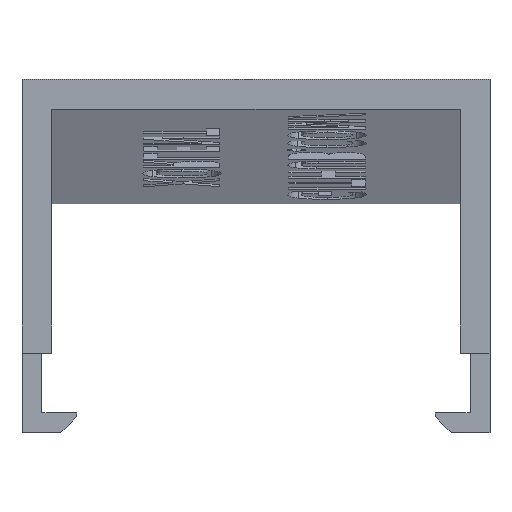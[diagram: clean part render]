
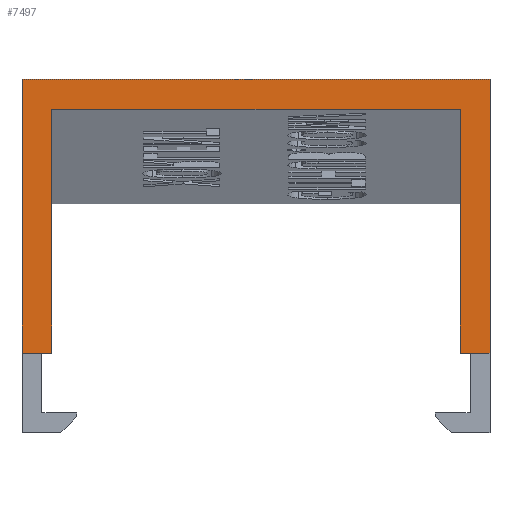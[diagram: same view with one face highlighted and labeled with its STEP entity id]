
A CAD part, front view. The second image highlights one B-rep face of the part: STEP entity #7497.
In plain terms, the highlighted planar face has unit normal (0, -1, 0).
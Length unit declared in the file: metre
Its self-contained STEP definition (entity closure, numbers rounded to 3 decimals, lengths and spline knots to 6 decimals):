
#1175=ORIENTED_EDGE('',*,*,#2819,.F.);
#1176=ORIENTED_EDGE('',*,*,#3187,.F.);
#1177=ORIENTED_EDGE('',*,*,#2795,.T.);
#1178=ORIENTED_EDGE('',*,*,#3304,.F.);
#1179=ORIENTED_EDGE('',*,*,#2687,.F.);
#1180=ORIENTED_EDGE('',*,*,#3065,.T.);
#1181=ORIENTED_EDGE('',*,*,#2723,.T.);
#1182=ORIENTED_EDGE('',*,*,#3294,.F.);
#2687=EDGE_CURVE('',#3789,#3790,#4547,.T.);
#2723=EDGE_CURVE('',#3811,#3812,#4583,.T.);
#2795=EDGE_CURVE('',#3870,#3869,#4655,.T.);
#2819=EDGE_CURVE('',#3879,#3880,#4679,.T.);
#3065=EDGE_CURVE('',#3789,#3811,#4841,.T.);
#3187=EDGE_CURVE('',#3870,#3879,#4908,.F.);
#3294=EDGE_CURVE('',#3880,#3812,#4980,.T.);
#3304=EDGE_CURVE('',#3790,#3869,#4990,.T.);
#3789=VERTEX_POINT('',#9941);
#3790=VERTEX_POINT('',#9943);
#3811=VERTEX_POINT('',#10001);
#3812=VERTEX_POINT('',#10002);
#3869=VERTEX_POINT('',#10131);
#3870=VERTEX_POINT('',#10133);
#3879=VERTEX_POINT('',#10167);
#3880=VERTEX_POINT('',#10168);
#4547=LINE('',#9942,#5469);
#4583=LINE('',#10000,#5505);
#4655=LINE('',#10132,#5577);
#4679=LINE('',#10166,#5601);
#4841=LINE('',#10878,#5763);
#4908=LINE('',#11230,#5830);
#4980=LINE('',#11509,#5902);
#4990=LINE('',#11526,#5912);
#5469=VECTOR('',#8337,1.);
#5505=VECTOR('',#8375,1.);
#5577=VECTOR('',#8449,1.);
#5601=VECTOR('',#8475,1.);
#5763=VECTOR('',#8639,1.);
#5830=VECTOR('',#8708,1.);
#5902=VECTOR('',#8784,1.);
#5912=VECTOR('',#8796,1.);
#6376=EDGE_LOOP('',(#1175,#1176,#1177,#1178,#1179,#1180,#1181,#1182));
#6842=FACE_BOUND('',#6376,.T.);
#7206=PLANE('',#7876);
#7497=ADVANCED_FACE('',(#6842),#7206,.F.);
#7876=AXIS2_PLACEMENT_3D('',#11535,#8805,#8806);
#8337=DIRECTION('',(0.,0.,-1.));
#8375=DIRECTION('',(0.,0.,-1.));
#8449=DIRECTION('',(0.,0.,-1.));
#8475=DIRECTION('',(0.,0.,-1.));
#8639=DIRECTION('',(-1.,0.,0.));
#8708=DIRECTION('',(1.,0.,0.));
#8784=DIRECTION('',(-1.,0.,0.));
#8796=DIRECTION('',(-1.,0.,0.));
#8805=DIRECTION('',(0.,1.,0.));
#8806=DIRECTION('',(0.,0.,1.));
#9941=CARTESIAN_POINT('',(0.011938,0.018796,0.016612));
#9942=CARTESIAN_POINT('',(0.011938,0.018796,0.009627));
#9943=CARTESIAN_POINT('',(0.011938,0.018796,0.002642));
#10000=CARTESIAN_POINT('',(-0.011938,0.018796,0.009627));
#10001=CARTESIAN_POINT('',(-0.011938,0.018796,0.016612));
#10002=CARTESIAN_POINT('',(-0.011938,0.018796,0.002642));
#10131=CARTESIAN_POINT('',(0.010414,0.018796,0.002642));
#10132=CARTESIAN_POINT('',(0.010414,0.018796,0.009627));
#10133=CARTESIAN_POINT('',(0.010414,0.018796,0.015077));
#10166=CARTESIAN_POINT('',(-0.010414,0.018796,0.009627));
#10167=CARTESIAN_POINT('',(-0.010414,0.018796,0.015077));
#10168=CARTESIAN_POINT('',(-0.010414,0.018796,0.002642));
#10878=CARTESIAN_POINT('',(0.011938,0.018796,0.016612));
#11230=CARTESIAN_POINT('',(0.011938,0.018796,0.015077));
#11509=CARTESIAN_POINT('',(0.011938,0.018796,0.002642));
#11526=CARTESIAN_POINT('',(0.011938,0.018796,0.002642));
#11535=CARTESIAN_POINT('',(0.011938,0.018796,0.009627));
